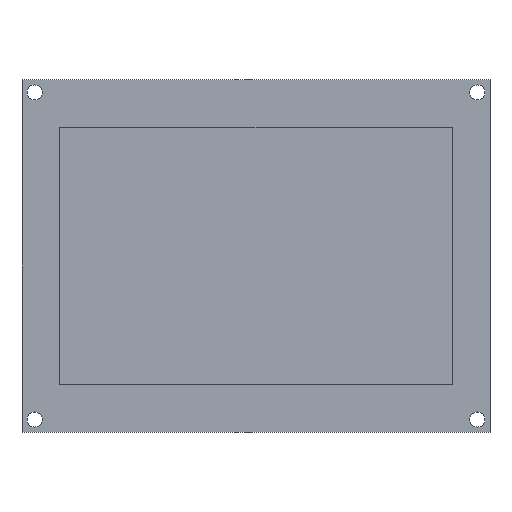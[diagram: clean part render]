
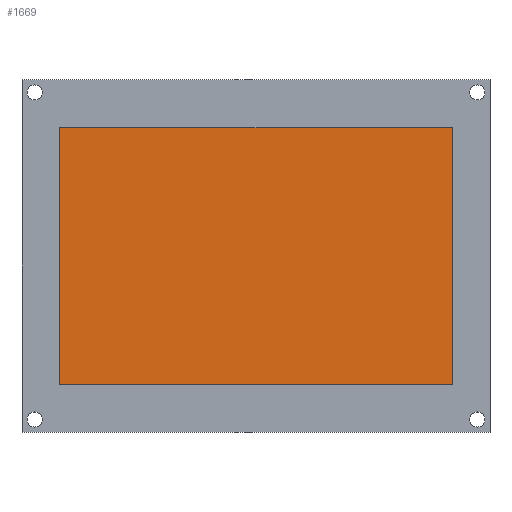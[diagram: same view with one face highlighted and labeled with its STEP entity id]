
A CAD part, top view. The second image highlights one B-rep face of the part: STEP entity #1669.
In plain terms, the highlighted planar face has unit normal (0, 0, 1).
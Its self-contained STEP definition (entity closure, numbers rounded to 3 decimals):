
#226 = CARTESIAN_POINT ( 'NONE',  ( 7.5, 9.5, 10.6 ) ) ;
#227 = CARTESIAN_POINT ( 'NONE',  ( 85.5, 9.5, 10.6 ) ) ;
#228 = CARTESIAN_POINT ( 'NONE',  ( 7.5, 60.5, 10.6 ) ) ;
#229 = CARTESIAN_POINT ( 'NONE',  ( 85.5, 60.5, 10.6 ) ) ;
#759 = DIRECTION ( 'NONE',  ( 1., 0., 0. ) ) ;
#760 = DIRECTION ( 'NONE',  ( 0., 0., 1. ) ) ;
#762 = CARTESIAN_POINT ( 'NONE',  ( 7.5, 9.5, 10.6 ) ) ;
#763 = PLANE ( 'NONE',  #1431 ) ;
#783 = DIRECTION ( 'NONE',  ( 0., 1., 0. ) ) ;
#790 = CARTESIAN_POINT ( 'NONE',  ( 85.5, 60.5, 10.6 ) ) ;
#794 = CARTESIAN_POINT ( 'NONE',  ( 7.5, 60.5, 10.6 ) ) ;
#796 = DIRECTION ( 'NONE',  ( -1., 0., 0. ) ) ;
#845 = CARTESIAN_POINT ( 'NONE',  ( 7.5, 9.5, 10.6 ) ) ;
#859 = CARTESIAN_POINT ( 'NONE',  ( 7.5, 60.5, 10.6 ) ) ;
#980 = DIRECTION ( 'NONE',  ( 0., -1., 0. ) ) ;
#1070 = DIRECTION ( 'NONE',  ( 1., 0., 0. ) ) ;
#1272 = VECTOR ( 'NONE', #980, 1000. ) ;
#1402 = VECTOR ( 'NONE', #796, 1000. ) ;
#1412 = VECTOR ( 'NONE', #783, 1000. ) ;
#1419 = VECTOR ( 'NONE', #1070, 1000. ) ;
#1431 = AXIS2_PLACEMENT_3D ( 'NONE', #762, #760, #759 ) ;
#1501 = EDGE_CURVE ( 'NONE', #2245, #2246, #2025, .T. ) ;
#1502 = EDGE_CURVE ( 'NONE', #2247, #2245, #2024, .T. ) ;
#1504 = EDGE_CURVE ( 'NONE', #2248, #2247, #2022, .T. ) ;
#1507 = EDGE_CURVE ( 'NONE', #2246, #2248, #2019, .T. ) ;
#1669 = ADVANCED_FACE ( 'NONE', ( #1912 ), #763, .T. ) ;
#1912 = FACE_OUTER_BOUND ( 'NONE', #2496, .T. ) ;
#2019 = LINE ( 'NONE', #859, #1272 ) ;
#2022 = LINE ( 'NONE', #845, #1419 ) ;
#2024 = LINE ( 'NONE', #790, #1412 ) ;
#2025 = LINE ( 'NONE', #794, #1402 ) ;
#2052 = ORIENTED_EDGE ( 'NONE', *, *, #1502, .T. ) ;
#2053 = ORIENTED_EDGE ( 'NONE', *, *, #1504, .T. ) ;
#2054 = ORIENTED_EDGE ( 'NONE', *, *, #1507, .T. ) ;
#2056 = ORIENTED_EDGE ( 'NONE', *, *, #1501, .T. ) ;
#2245 = VERTEX_POINT ( 'NONE', #229 ) ;
#2246 = VERTEX_POINT ( 'NONE', #228 ) ;
#2247 = VERTEX_POINT ( 'NONE', #227 ) ;
#2248 = VERTEX_POINT ( 'NONE', #226 ) ;
#2496 = EDGE_LOOP ( 'NONE', ( #2054, #2053, #2052, #2056 ) ) ;
